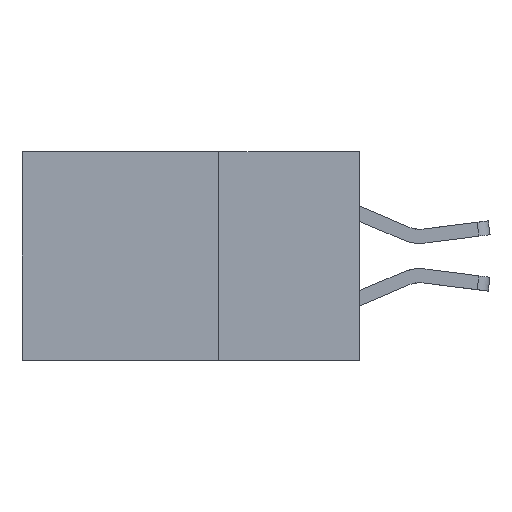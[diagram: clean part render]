
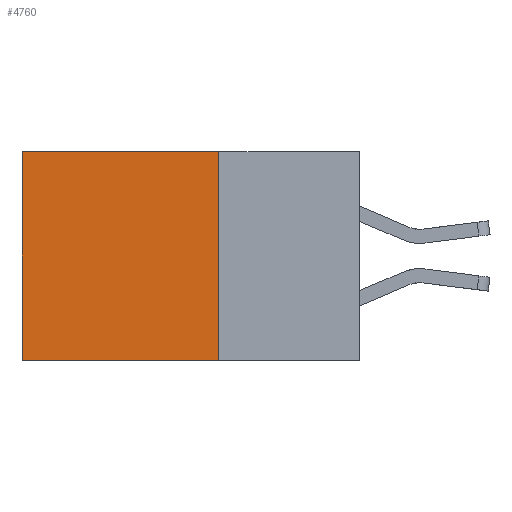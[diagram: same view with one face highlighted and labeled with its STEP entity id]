
A CAD part, left-side view. The second image highlights one B-rep face of the part: STEP entity #4760.
In plain terms, the highlighted planar face has unit normal (-1, 0, 0).
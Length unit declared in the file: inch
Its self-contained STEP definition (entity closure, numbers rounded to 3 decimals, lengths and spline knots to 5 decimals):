
#735 = ORIENTED_EDGE ( 'NONE', *, *, #8668, .T. ) ;
#816 = FACE_OUTER_BOUND ( 'NONE', #13241, .T. ) ;
#1003 = DIRECTION ( 'NONE',  ( 0., 0., -1. ) ) ;
#1429 = VERTEX_POINT ( 'NONE', #8317 ) ;
#1582 = VERTEX_POINT ( 'NONE', #14361 ) ;
#2975 = LINE ( 'NONE', #9979, #9252 ) ;
#3946 = DIRECTION ( 'NONE',  ( 0., 1., 0. ) ) ;
#4342 = CARTESIAN_POINT ( 'NONE',  ( 0.2875, 0.25, 0. ) ) ;
#4401 = VECTOR ( 'NONE', #3946, 39.37008 ) ;
#4760 = ADVANCED_FACE ( 'NONE', ( #816 ), #6189, .F. ) ;
#4920 = CARTESIAN_POINT ( 'NONE',  ( 0.2875, 0.6, -0.37 ) ) ;
#5929 = EDGE_CURVE ( 'NONE', #1429, #6861, #2975, .T. ) ;
#5989 = DIRECTION ( 'NONE',  ( 0., 0., -1. ) ) ;
#6008 = CARTESIAN_POINT ( 'NONE',  ( 0.2875, 0.25, 0. ) ) ;
#6041 = DIRECTION ( 'NONE',  ( 1., 0., 0. ) ) ;
#6189 = PLANE ( 'NONE',  #11992 ) ;
#6357 = EDGE_CURVE ( 'NONE', #14437, #1582, #10263, .T. ) ;
#6861 = VERTEX_POINT ( 'NONE', #4920 ) ;
#7399 = EDGE_CURVE ( 'NONE', #14437, #1429, #10233, .T. ) ;
#7810 = CARTESIAN_POINT ( 'NONE',  ( 0.2875, 0.25, 0. ) ) ;
#7818 = VECTOR ( 'NONE', #12583, 39.37008 ) ;
#8317 = CARTESIAN_POINT ( 'NONE',  ( 0.2875, 0.25, -0.37 ) ) ;
#8668 = EDGE_CURVE ( 'NONE', #1582, #6861, #13565, .T. ) ;
#9252 = VECTOR ( 'NONE', #10766, 39.37008 ) ;
#9979 = CARTESIAN_POINT ( 'NONE',  ( 0.2875, 0.25, -0.37 ) ) ;
#10233 = LINE ( 'NONE', #12098, #12746 ) ;
#10263 = LINE ( 'NONE', #4342, #4401 ) ;
#10400 = ORIENTED_EDGE ( 'NONE', *, *, #5929, .F. ) ;
#10729 = ORIENTED_EDGE ( 'NONE', *, *, #6357, .T. ) ;
#10766 = DIRECTION ( 'NONE',  ( 0., 1., 0. ) ) ;
#11992 = AXIS2_PLACEMENT_3D ( 'NONE', #6008, #6041, #5989 ) ;
#12098 = CARTESIAN_POINT ( 'NONE',  ( 0.2875, 0.25, 0. ) ) ;
#12583 = DIRECTION ( 'NONE',  ( 0., 0., -1. ) ) ;
#12746 = VECTOR ( 'NONE', #1003, 39.37008 ) ;
#13241 = EDGE_LOOP ( 'NONE', ( #735, #10400, #13249, #10729 ) ) ;
#13249 = ORIENTED_EDGE ( 'NONE', *, *, #7399, .F. ) ;
#13565 = LINE ( 'NONE', #13688, #7818 ) ;
#13688 = CARTESIAN_POINT ( 'NONE',  ( 0.2875, 0.6, 0. ) ) ;
#14361 = CARTESIAN_POINT ( 'NONE',  ( 0.2875, 0.6, 0. ) ) ;
#14437 = VERTEX_POINT ( 'NONE', #7810 ) ;
